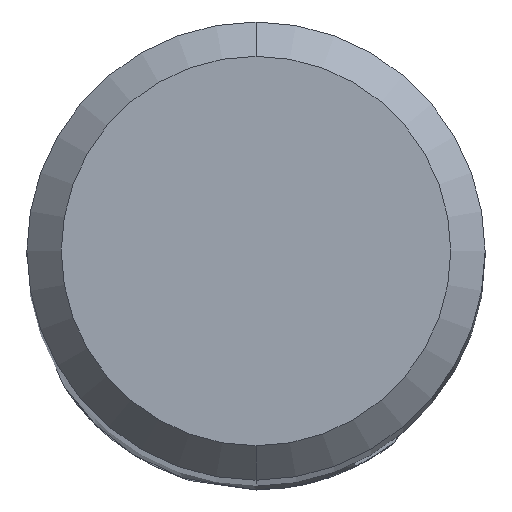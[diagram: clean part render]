
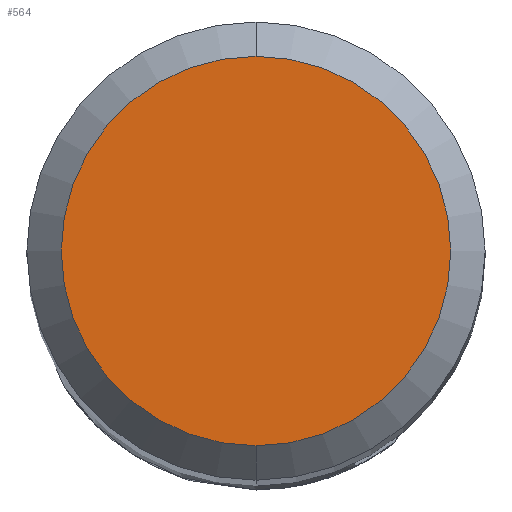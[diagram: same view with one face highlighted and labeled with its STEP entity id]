
A CAD part, top view. The second image highlights one B-rep face of the part: STEP entity #564.
In plain terms, the highlighted planar face has unit normal (0, 0, 1).
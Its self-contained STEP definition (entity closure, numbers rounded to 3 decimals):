
#436=VERTEX_POINT('',#1163);
#564=ADVANCED_FACE('',(#1302),#1303,.T.);
#650=EDGE_CURVE('',#990,#436,#1399,.T.);
#748=EDGE_CURVE('',#436,#990,#1511,.T.);
#990=VERTEX_POINT('',#1771);
#1163=CARTESIAN_POINT('',(0.,-1.7,0.0));
#1302=FACE_OUTER_BOUND('',#2778,.T.);
#1303=PLANE('',#2779);
#1399=CIRCLE('',#3367,1.7);
#1511=CIRCLE('',#4589,1.7);
#1771=CARTESIAN_POINT('',(0.0,1.7,0.0));
#2778=EDGE_LOOP('',(#6616,#6617));
#2779=AXIS2_PLACEMENT_3D('',#6618,#6619,#6620);
#3367=AXIS2_PLACEMENT_3D('',#6739,#6740,#6741);
#4589=AXIS2_PLACEMENT_3D('',#6869,#6870,#6871);
#6616=ORIENTED_EDGE('',*,*,#650,.F.);
#6617=ORIENTED_EDGE('',*,*,#748,.F.);
#6618=CARTESIAN_POINT('',(0.0,0.85,0.0));
#6619=DIRECTION('',(-0.0,0.0,1.0));
#6620=DIRECTION('',(0.0,-1.0,0.0));
#6739=CARTESIAN_POINT('',(0.0,0.0,0.0));
#6740=DIRECTION('',(0.0,0.0,-1.0));
#6741=DIRECTION('',(0.0,1.0,0.0));
#6869=CARTESIAN_POINT('',(0.0,0.0,0.0));
#6870=DIRECTION('',(0.0,0.0,-1.0));
#6871=DIRECTION('',(0.0,1.0,0.0));
